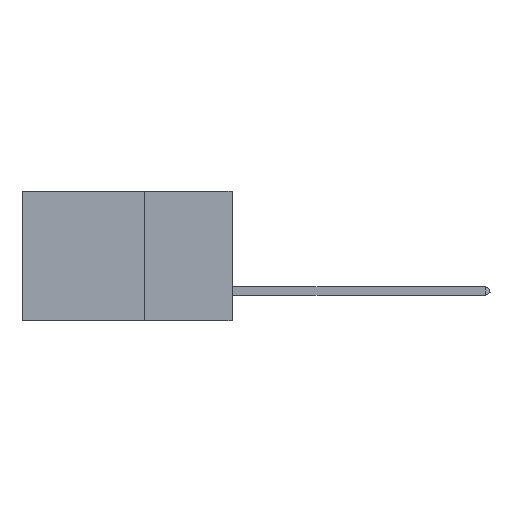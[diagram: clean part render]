
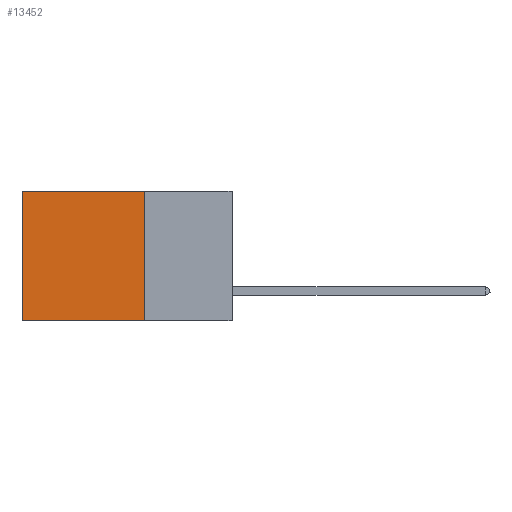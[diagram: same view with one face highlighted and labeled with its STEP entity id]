
A CAD part, left-side view. The second image highlights one B-rep face of the part: STEP entity #13452.
In plain terms, the highlighted planar face has unit normal (-1, 0, 0).
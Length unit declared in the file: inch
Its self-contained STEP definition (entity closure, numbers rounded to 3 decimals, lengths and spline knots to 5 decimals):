
#1363 = ORIENTED_EDGE ( 'NONE', *, *, #39636, .F. ) ;
#2552 = DIRECTION ( 'NONE',  ( 0., 0., -1. ) ) ;
#4718 = CARTESIAN_POINT ( 'NONE',  ( 0.2875, 0.6, 0. ) ) ;
#5211 = FACE_OUTER_BOUND ( 'NONE', #31635, .T. ) ;
#7283 = LINE ( 'NONE', #25358, #33877 ) ;
#7794 = VECTOR ( 'NONE', #30213, 39.37008 ) ;
#8769 = ORIENTED_EDGE ( 'NONE', *, *, #21829, .T. ) ;
#10728 = EDGE_CURVE ( 'NONE', #10870, #24722, #12078, .T. ) ;
#10870 = VERTEX_POINT ( 'NONE', #43961 ) ;
#11267 = LINE ( 'NONE', #22759, #18214 ) ;
#11485 = AXIS2_PLACEMENT_3D ( 'NONE', #37185, #12937, #27120 ) ;
#12078 = LINE ( 'NONE', #42517, #31296 ) ;
#12937 = DIRECTION ( 'NONE',  ( 1., 0., 0. ) ) ;
#13164 = VERTEX_POINT ( 'NONE', #25642 ) ;
#13452 = ADVANCED_FACE ( 'NONE', ( #5211 ), #26681, .F. ) ;
#17925 = LINE ( 'NONE', #40568, #7794 ) ;
#18214 = VECTOR ( 'NONE', #2552, 39.37008 ) ;
#21829 = EDGE_CURVE ( 'NONE', #37009, #24722, #11267, .T. ) ;
#22759 = CARTESIAN_POINT ( 'NONE',  ( 0.2875, 0.6, 0. ) ) ;
#23048 = ORIENTED_EDGE ( 'NONE', *, *, #39424, .T. ) ;
#24722 = VERTEX_POINT ( 'NONE', #27676 ) ;
#24763 = DIRECTION ( 'NONE',  ( 0., 1., 0. ) ) ;
#25358 = CARTESIAN_POINT ( 'NONE',  ( 0.2875, 0.25, 0. ) ) ;
#25642 = CARTESIAN_POINT ( 'NONE',  ( 0.2875, 0.25, 0. ) ) ;
#26681 = PLANE ( 'NONE',  #11485 ) ;
#27120 = DIRECTION ( 'NONE',  ( 0., 0., -1. ) ) ;
#27676 = CARTESIAN_POINT ( 'NONE',  ( 0.2875, 0.6, -0.37 ) ) ;
#30213 = DIRECTION ( 'NONE',  ( 0., 0., -1. ) ) ;
#31296 = VECTOR ( 'NONE', #39127, 39.37008 ) ;
#31635 = EDGE_LOOP ( 'NONE', ( #8769, #34801, #1363, #23048 ) ) ;
#33877 = VECTOR ( 'NONE', #24763, 39.37008 ) ;
#34801 = ORIENTED_EDGE ( 'NONE', *, *, #10728, .F. ) ;
#37009 = VERTEX_POINT ( 'NONE', #4718 ) ;
#37185 = CARTESIAN_POINT ( 'NONE',  ( 0.2875, 0.25, 0. ) ) ;
#39127 = DIRECTION ( 'NONE',  ( 0., 1., 0. ) ) ;
#39424 = EDGE_CURVE ( 'NONE', #13164, #37009, #7283, .T. ) ;
#39636 = EDGE_CURVE ( 'NONE', #13164, #10870, #17925, .T. ) ;
#40568 = CARTESIAN_POINT ( 'NONE',  ( 0.2875, 0.25, 0. ) ) ;
#42517 = CARTESIAN_POINT ( 'NONE',  ( 0.2875, 0.25, -0.37 ) ) ;
#43961 = CARTESIAN_POINT ( 'NONE',  ( 0.2875, 0.25, -0.37 ) ) ;
